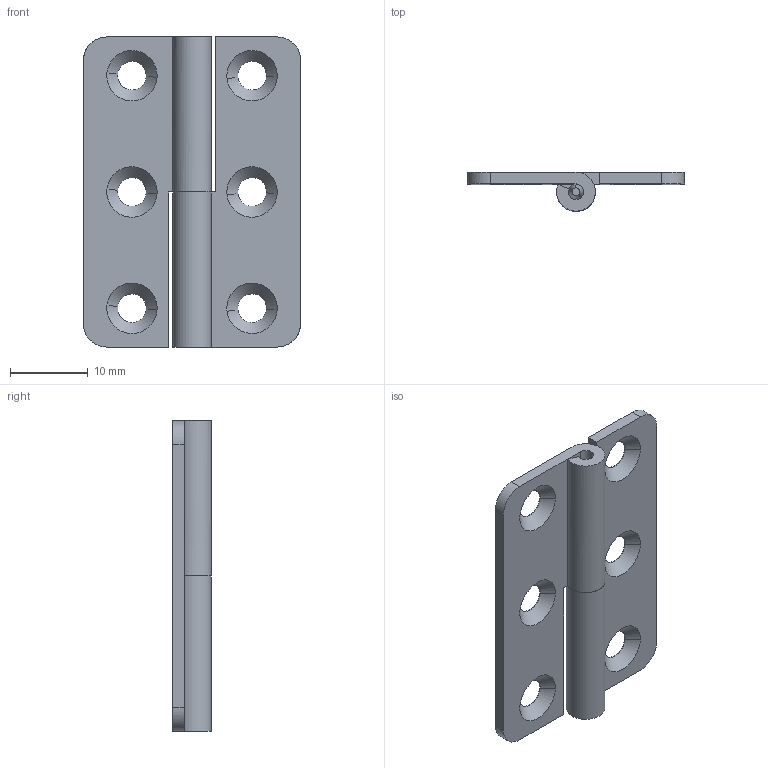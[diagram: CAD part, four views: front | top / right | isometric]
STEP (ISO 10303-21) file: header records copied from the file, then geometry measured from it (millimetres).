
FILE_DESCRIPTION((''),'2;1');
FILE_NAME('','2005-04-20T09:17:37',(''),(''),'','CADfix','');
FILE_SCHEMA(('AUTOMOTIVE_DESIGN'));
Length unit declared in the file: millimetre
Products named in the file (4): hinge piece_B_mr; hinge piece_A_mr; shaft; TH_14_R_5659_36
Assembly tree (3 placements, depth 2):
  TH_14_R_5659_36
    hinge piece_B_mr
    hinge piece_A_mr
    shaft
Bounding box: 28 x 5 x 40 mm (x, y, z)
Volume: 1961.1 mm3; surface area: 3247.7 mm2
Topology: 3 solids, 3 shells, 54 faces, 182 edges, 134 vertices
Faces by surface type: bspline 54
Entity records: 2301 total; most frequent: CARTESIAN_POINT 1238, ORIENTED_EDGE 364, EDGE_CURVE 182, VERTEX_POINT 134, QUASI_UNIFORM_CURVE 72, EDGE_LOOP 66, FACE_OUTER_BOUND 54, ADVANCED_FACE 54
